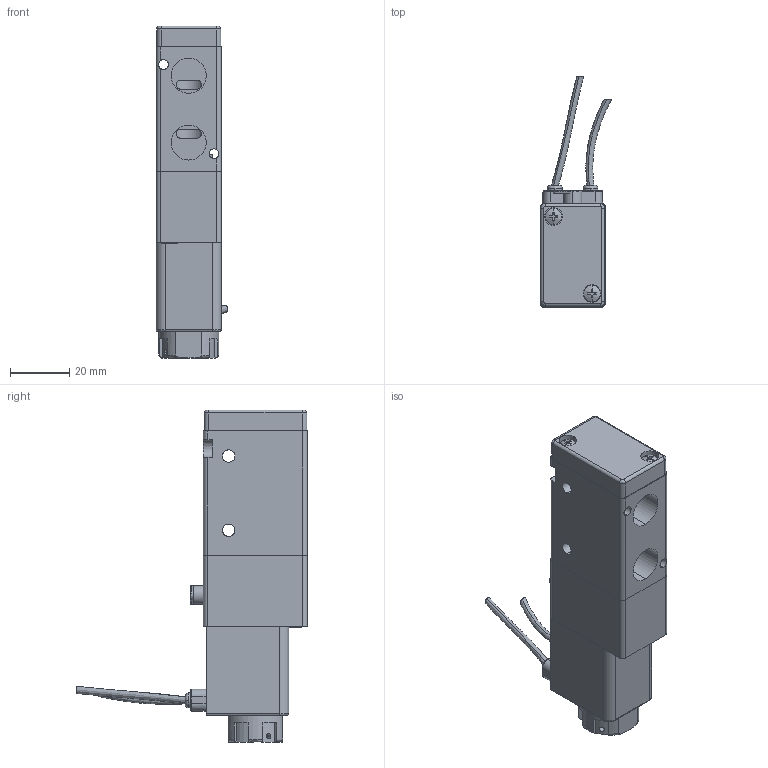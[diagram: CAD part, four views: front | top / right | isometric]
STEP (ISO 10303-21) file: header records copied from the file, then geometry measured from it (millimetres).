
FILE_DESCRIPTION (( 'STEP AP203' ), '1' );
FILE_NAME ('J3V210-08-G.step', '2016-10-26T20:50:37', ( '' ), ( '' ), 'SwSTEP 2.0', 'SolidWorks 2016', '' );
FILE_SCHEMA (( 'CONFIG_CONTROL_DESIGN' ));
Length unit declared in the file: millimetre
Products named in the file (1): J3V210-08-G
Bounding box: 24.21 x 77.71 x 111.8 mm (x, y, z)
Volume: 64383 mm3; surface area: 27335.2 mm2
Topology: 13 solids, 13 shells, 678 faces, 1870 edges, 1228 vertices
Faces by surface type: plane 474, cylinder 152, bspline 36, cone 16
Entity records: 23778 total; most frequent: CARTESIAN_POINT 6557, ORIENTED_EDGE 3708, DIRECTION 3366, EDGE_CURVE 1854, LINE 1338, VECTOR 1338, VERTEX_POINT 1224, AXIS2_PLACEMENT_3D 1014
